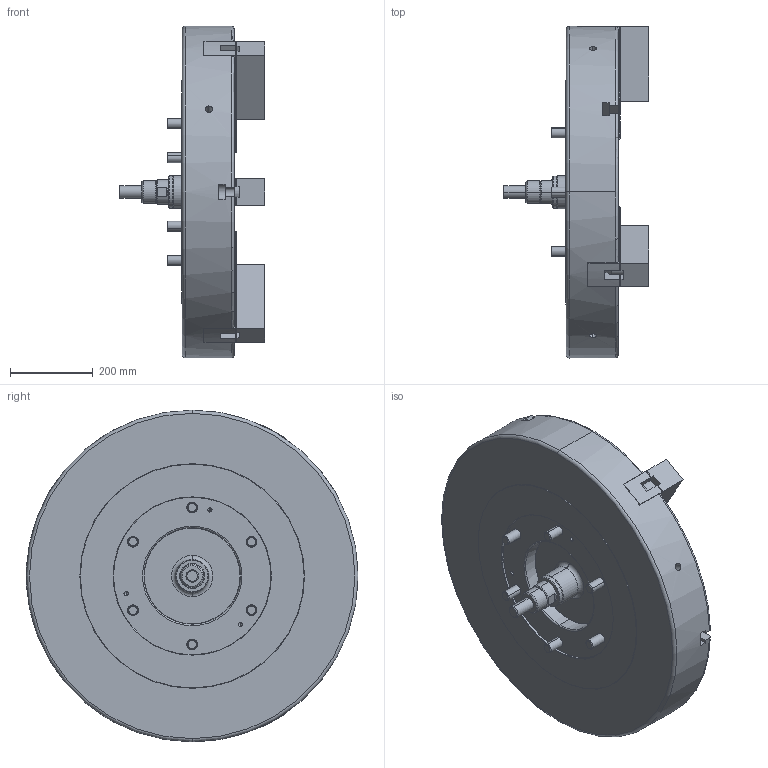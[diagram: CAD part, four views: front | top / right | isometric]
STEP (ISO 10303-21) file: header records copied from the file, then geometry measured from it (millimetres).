
FILE_DESCRIPTION (( 'STEP AP203' ), '1' );
FILE_NAME ('CF-3V-32.STEP', '2020-08-25T08:20:32', ( '' ), ( '' ), 'SwSTEP 2.0', 'SolidWorks 2016', '' );
FILE_SCHEMA (( 'CONFIG_CONTROL_DESIGN' ));
Length unit declared in the file: millimetre
Products named in the file (15): 圓頭內六角螺栓_M24x130; CF-3V-32-02000; 圓頭內六角螺栓_M20x60; CF-3V-24-03000; CF-3V-21-05000; 圓頭內六角螺栓_M30x125(全牙); CF-3V-21-09000; CF-3V-24-02000; CF-3V-32; CF-3H-221-04000(T型塊); CF-3P-15-05000; CF-3P-15-06000; SJ-21; 圓頭內六角螺栓_M6x14; CF-3V-32-01000
Assembly tree (40 placements, depth 2):
  CF-3V-32
    CF-3V-32-01000
    CF-3V-32-02000  x3
    CF-3V-21-05000  x3
    CF-3V-24-02000
    CF-3V-24-03000
    CF-3V-21-09000
    CF-3H-221-04000(T型塊)  x6
    CF-3P-15-05000
    CF-3P-15-06000
    SJ-21  x3
    圓頭內六角螺栓_M6x14  x6
    圓頭內六角螺栓_M24x130  x6
    圓頭內六角螺栓_M20x60  x6
    圓頭內六角螺栓_M30x125(全牙)
Bounding box: 352.2 x 800.98 x 800 mm (x, y, z)
Volume: 63178554.4 mm3; surface area: 2759989.6 mm2
Topology: 40 solids, 40 shells, 6173 faces, 17834 edges, 11769 vertices
Faces by surface type: plane 4736, cylinder 1115, cone 293, torus 29
Entity records: 76638 total; most frequent: CARTESIAN_POINT 14273, ORIENTED_EDGE 12960, DIRECTION 12057, EDGE_CURVE 6480, VECTOR 5081, LINE 5081, VERTEX_POINT 4284, AXIS2_PLACEMENT_3D 3488
